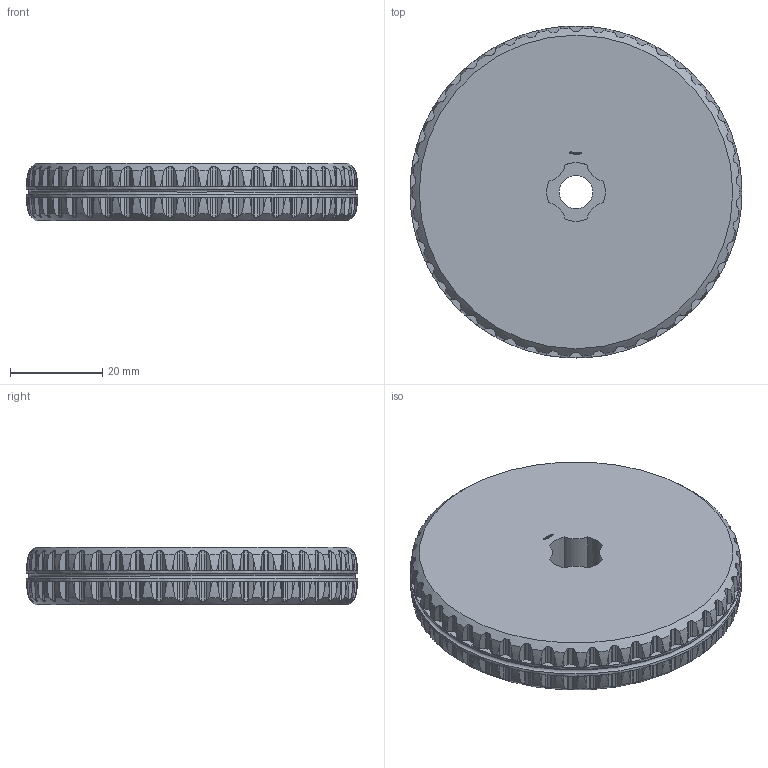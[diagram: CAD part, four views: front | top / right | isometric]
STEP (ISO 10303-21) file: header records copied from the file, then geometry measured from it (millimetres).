
FILE_DESCRIPTION(('FreeCAD Model'),'2;1');
FILE_NAME('Open CASCADE Shape Model','2025-01-01T00:16:31',(''),(''), 'Open CASCADE STEP processor 7.8','FreeCAD','Unknown');
FILE_SCHEMA(('AUTOMOTIVE_DESIGN { 1 0 10303 214 1 1 1 1 }'));
Products named in the file (1): Wheel GND TTRD PLN BU05.75x01.00 - SPN-WHL-0016 (stemfie.org)
Bounding box: 71.88 x 71.88 x 12.5 mm (x, y, z)
Volume: 47372.1 mm3; surface area: 11786.3 mm2
Topology: 1 solids, 1 shells, 1425 faces, 4112 edges, 2736 vertices
Faces by surface type: plane 604, cylinder 568, extrusion 134, revolution 94, cone 23, torus 2
Full cylindrical faces by diameter (mm): 2 x4, 7.2 x2, 71.875 x2
Entity records: 64328 total; most frequent: CARTESIAN_POINT 27772, ORIENTED_EDGE 8224, DIRECTION 6805, EDGE_CURVE 4112, VERTEX_POINT 2736, AXIS2_PLACEMENT_3D 2278, VECTOR 2155, LINE 2021
